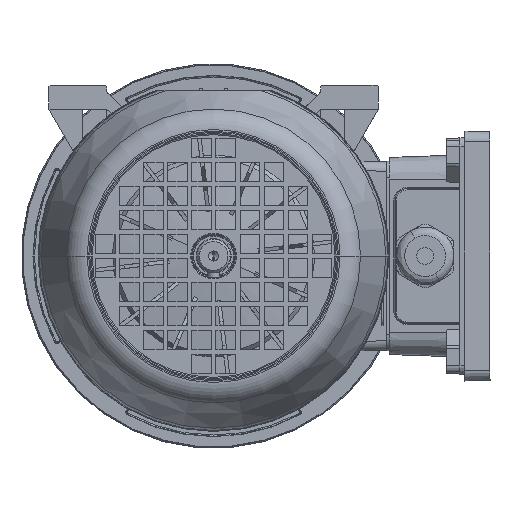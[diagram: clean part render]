
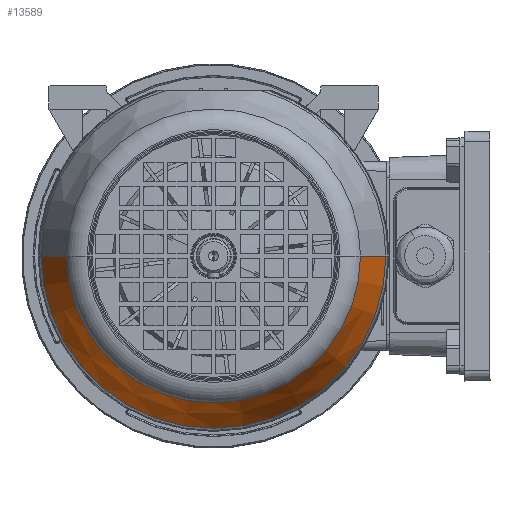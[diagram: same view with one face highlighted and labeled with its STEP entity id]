
A CAD part, left-side view. The second image highlights one B-rep face of the part: STEP entity #13589.
In plain terms, the highlighted conical face has half-angle 23.629 degrees and reference radius 58.5 mm.
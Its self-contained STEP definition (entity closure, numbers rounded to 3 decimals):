
#3417 = AXIS2_PLACEMENT_3D ( 'NONE', #65808, #30819, #75115 ) ;
#3743 = VERTEX_POINT ( 'NONE', #34976 ) ;
#6087 = CONICAL_SURFACE ( 'NONE', #86375, 58.5, 0.412 ) ;
#8138 = CIRCLE ( 'NONE', #73382, 61.121 ) ;
#13589 = ADVANCED_FACE ( 'NONE', ( #106464 ), #6087, .T. ) ;
#13607 = DIRECTION ( 'NONE',  ( -0.916, 0., 0.401 ) ) ;
#13659 = ORIENTED_EDGE ( 'NONE', *, *, #78547, .T. ) ;
#14062 = VERTEX_POINT ( 'NONE', #77621 ) ;
#18130 = DIRECTION ( 'NONE',  ( -1., 0., 0. ) ) ;
#18866 = VERTEX_POINT ( 'NONE', #110379 ) ;
#27386 = ORIENTED_EDGE ( 'NONE', *, *, #93872, .T. ) ;
#30819 = DIRECTION ( 'NONE',  ( 1., 0., 0. ) ) ;
#34976 = CARTESIAN_POINT ( 'NONE',  ( 39.916, 0., -71.662 ) ) ;
#35616 = LINE ( 'NONE', #71212, #67432 ) ;
#35927 = ORIENTED_EDGE ( 'NONE', *, *, #99216, .T. ) ;
#40750 = DIRECTION ( 'NONE',  ( -0.916, 0., -0.401 ) ) ;
#45105 = DIRECTION ( 'NONE',  ( 0., 0., -1. ) ) ;
#53553 = VECTOR ( 'NONE', #13607, 1000. ) ;
#55725 = LINE ( 'NONE', #108960, #53553 ) ;
#57205 = EDGE_CURVE ( 'NONE', #98383, #18866, #55725, .T. ) ;
#64999 = CIRCLE ( 'NONE', #3417, 71.662 ) ;
#65808 = CARTESIAN_POINT ( 'NONE',  ( 39.916, 0., 0. ) ) ;
#67432 = VECTOR ( 'NONE', #40750, 1000. ) ;
#70913 = DIRECTION ( 'NONE',  ( -1., 0., 0. ) ) ;
#71212 = CARTESIAN_POINT ( 'NONE',  ( 70., 0., -58.5 ) ) ;
#73382 = AXIS2_PLACEMENT_3D ( 'NONE', #89584, #70913, #45105 ) ;
#75115 = DIRECTION ( 'NONE',  ( 0., 0., -1. ) ) ;
#77621 = CARTESIAN_POINT ( 'NONE',  ( 64.008, 0., -61.121 ) ) ;
#78547 = EDGE_CURVE ( 'NONE', #3743, #18866, #64999, .T. ) ;
#86375 = AXIS2_PLACEMENT_3D ( 'NONE', #88852, #18130, #97110 ) ;
#86627 = ORIENTED_EDGE ( 'NONE', *, *, #57205, .F. ) ;
#88852 = CARTESIAN_POINT ( 'NONE',  ( 70., 0., 0. ) ) ;
#89584 = CARTESIAN_POINT ( 'NONE',  ( 64.008, 0., 0. ) ) ;
#93872 = EDGE_CURVE ( 'NONE', #98383, #14062, #8138, .T. ) ;
#96861 = EDGE_LOOP ( 'NONE', ( #27386, #35927, #13659, #86627 ) ) ;
#97110 = DIRECTION ( 'NONE',  ( 0., 0., 1. ) ) ;
#98383 = VERTEX_POINT ( 'NONE', #107809 ) ;
#99216 = EDGE_CURVE ( 'NONE', #14062, #3743, #35616, .T. ) ;
#106464 = FACE_OUTER_BOUND ( 'NONE', #96861, .T. ) ;
#107809 = CARTESIAN_POINT ( 'NONE',  ( 64.008, 0., 61.121 ) ) ;
#108960 = CARTESIAN_POINT ( 'NONE',  ( 70., 0., 58.5 ) ) ;
#110379 = CARTESIAN_POINT ( 'NONE',  ( 39.916, 0., 71.662 ) ) ;
